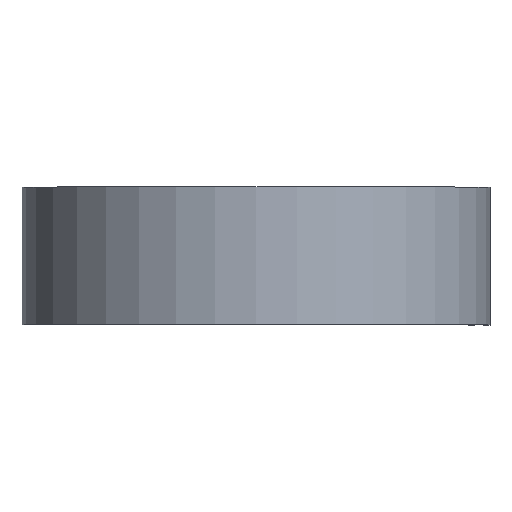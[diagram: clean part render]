
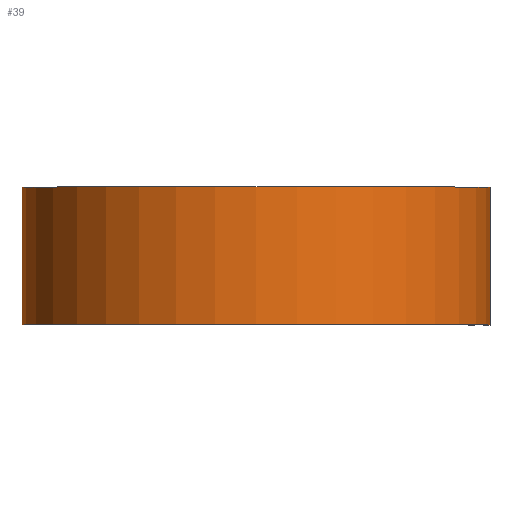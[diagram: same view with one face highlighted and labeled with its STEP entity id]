
A CAD part, top view. The second image highlights one B-rep face of the part: STEP entity #39.
In plain terms, the highlighted cylindrical face has radius 43.282 mm (diameter 86.563 mm), a partial arc.
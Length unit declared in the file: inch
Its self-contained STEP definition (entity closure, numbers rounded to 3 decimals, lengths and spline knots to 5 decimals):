
#3 = DIRECTION ( 'NONE',  ( 0., -1., 0. ) ) ;
#24 = VERTEX_POINT ( 'NONE', #106 ) ;
#33 = AXIS2_PLACEMENT_3D ( 'NONE', #707, #700, #697 ) ;
#39 = ADVANCED_FACE ( 'NONE', ( #316 ), #58, .T. ) ;
#58 = CYLINDRICAL_SURFACE ( 'NONE', #472, 1.704 ) ;
#66 = CIRCLE ( 'NONE', #33, 1.704 ) ;
#106 = CARTESIAN_POINT ( 'NONE',  ( 1.704, -0.5, 0. ) ) ;
#129 = CARTESIAN_POINT ( 'NONE',  ( 0., 0.5, 0. ) ) ;
#131 = EDGE_CURVE ( 'NONE', #585, #24, #66, .T. ) ;
#165 = DIRECTION ( 'NONE',  ( 0., -1., 0. ) ) ;
#167 = ORIENTED_EDGE ( 'NONE', *, *, #131, .T. ) ;
#169 = ORIENTED_EDGE ( 'NONE', *, *, #217, .F. ) ;
#171 = DIRECTION ( 'NONE',  ( 1., 0., 0. ) ) ;
#178 = CARTESIAN_POINT ( 'NONE',  ( 0., 0.5, 0. ) ) ;
#211 = ORIENTED_EDGE ( 'NONE', *, *, #395, .F. ) ;
#214 = DIRECTION ( 'NONE',  ( 0., -1., 0. ) ) ;
#217 = EDGE_CURVE ( 'NONE', #407, #558, #662, .T. ) ;
#236 = CARTESIAN_POINT ( 'NONE',  ( 0., 0.5, -1.704 ) ) ;
#316 = FACE_OUTER_BOUND ( 'NONE', #433, .T. ) ;
#324 = CARTESIAN_POINT ( 'NONE',  ( 0., 0.5, -1.704 ) ) ;
#362 = EDGE_CURVE ( 'NONE', #407, #585, #576, .T. ) ;
#389 = AXIS2_PLACEMENT_3D ( 'NONE', #178, #510, #171 ) ;
#395 = EDGE_CURVE ( 'NONE', #558, #24, #536, .T. ) ;
#407 = VERTEX_POINT ( 'NONE', #324 ) ;
#433 = EDGE_LOOP ( 'NONE', ( #167, #211, #169, #602 ) ) ;
#472 = AXIS2_PLACEMENT_3D ( 'NONE', #129, #214, #691 ) ;
#510 = DIRECTION ( 'NONE',  ( 0., 1., 0. ) ) ;
#534 = VECTOR ( 'NONE', #3, 39.37008 ) ;
#536 = LINE ( 'NONE', #555, #534 ) ;
#544 = VECTOR ( 'NONE', #165, 39.37008 ) ;
#555 = CARTESIAN_POINT ( 'NONE',  ( 1.704, 0.5, 0. ) ) ;
#558 = VERTEX_POINT ( 'NONE', #610 ) ;
#576 = LINE ( 'NONE', #236, #544 ) ;
#579 = CARTESIAN_POINT ( 'NONE',  ( 0., -0.5, -1.704 ) ) ;
#585 = VERTEX_POINT ( 'NONE', #579 ) ;
#602 = ORIENTED_EDGE ( 'NONE', *, *, #362, .T. ) ;
#610 = CARTESIAN_POINT ( 'NONE',  ( 1.704, 0.5, 0. ) ) ;
#662 = CIRCLE ( 'NONE', #389, 1.704 ) ;
#691 = DIRECTION ( 'NONE',  ( 0., 0., -1. ) ) ;
#697 = DIRECTION ( 'NONE',  ( 1., 0., 0. ) ) ;
#700 = DIRECTION ( 'NONE',  ( 0., 1., 0. ) ) ;
#707 = CARTESIAN_POINT ( 'NONE',  ( 0., -0.5, 0. ) ) ;
